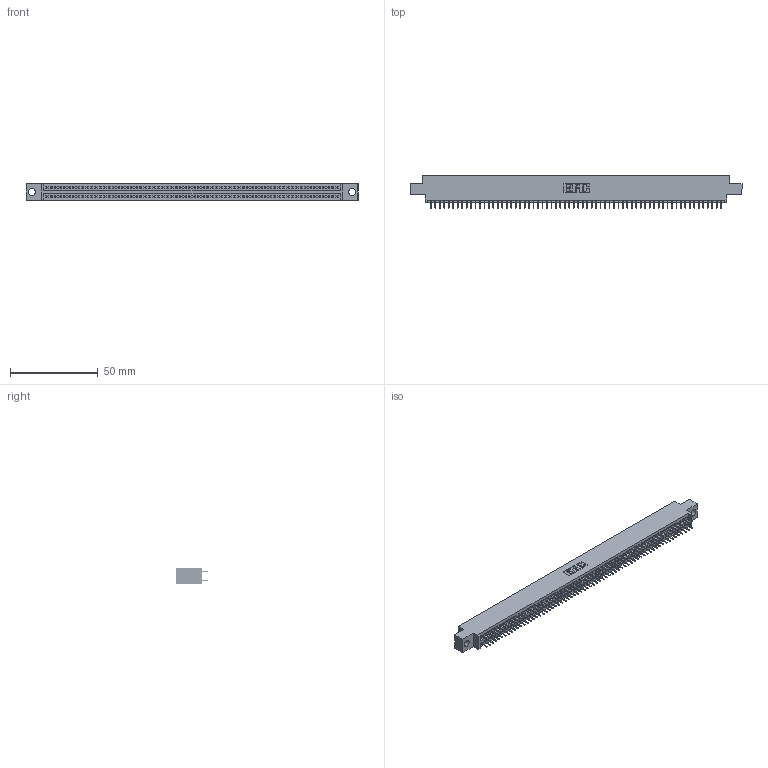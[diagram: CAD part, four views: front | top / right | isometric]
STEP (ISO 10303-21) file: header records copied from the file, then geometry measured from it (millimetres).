
FILE_DESCRIPTION (( 'STEP AP203' ), '1' );
FILE_NAME ('395-132-525-804.STEP', '2020-09-26T02:51:01', ( '' ), ( '' ), 'SwSTEP 2.0', 'SolidWorks 2020', '' );
FILE_SCHEMA (( 'CONFIG_CONTROL_DESIGN' ));
Length unit declared in the file: inch
Products named in the file (3): 345-292-001_345-293-125; 395-132-525-804; 345 Part_0.170 Offset - 0.156 Dia-TH
Assembly tree (133 placements, depth 2):
  395-132-525-804
    345 Part_0.170 Offset - 0.156 Dia-TH
    345-292-001_345-293-125  x132
Bounding box: 188.85 x 18.72 x 9.4 mm (x, y, z)
Volume: 18149.2 mm3; surface area: 26596.4 mm2
Topology: 133 solids, 133 shells, 7258 faces, 20549 edges, 13170 vertices
Faces by surface type: plane 5232, cylinder 2026
Entity records: 48763 total; most frequent: CARTESIAN_POINT 8152, ORIENTED_EDGE 8086, DIRECTION 7159, EDGE_CURVE 4043, LINE 3651, VECTOR 3651, VERTEX_POINT 2690, AXIS2_PLACEMENT_3D 1754
